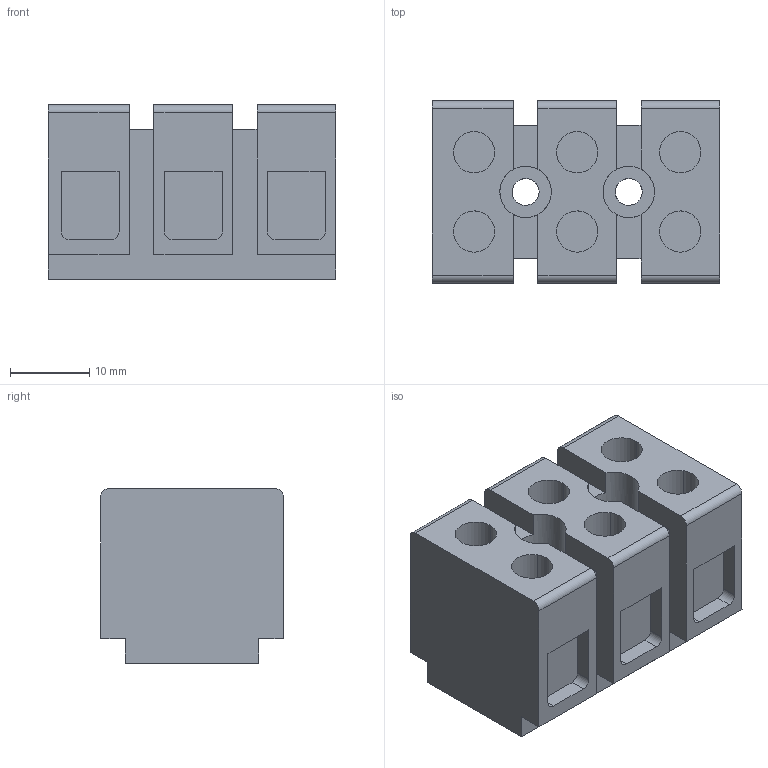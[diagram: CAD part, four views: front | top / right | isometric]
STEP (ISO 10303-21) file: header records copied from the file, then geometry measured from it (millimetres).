
FILE_DESCRIPTION(('CATIA V5 STEP Exchange','CAx-IF Rec.Pracs.--- Model Styling and Organization---1.4--- 2014-01-23'),'2;1');
FILE_NAME ('031590-2_1', '2021-12-08T06:29:18+00:00', ('none'), ('Weidmueller'), 'CATIA Version 5-6 Release 2016 SP3 HF44', 'CATIA V5 STEP AP214', 'none');
FILE_SCHEMA(('AUTOMOTIVE_DESIGN { 1 0 10303 214 1 1 1 1 }'));
Length unit declared in the file: millimetre
Products named in the file (1): 7906230000
Bounding box: 36.2 x 23 x 22 mm (x, y, z)
Volume: 14418.2 mm3; surface area: 6242.3 mm2
Topology: 1 solids, 1 shells, 112 faces, 297 edges, 199 vertices
Faces by surface type: plane 70, cylinder 42
Entity records: 3150 total; most frequent: ORIENTED_EDGE 594, CARTESIAN_POINT 552, DIRECTION 407, EDGE_CURVE 297, VECTOR 205, LINE 205, VERTEX_POINT 199, AXIS2_PLACEMENT_3D 148
